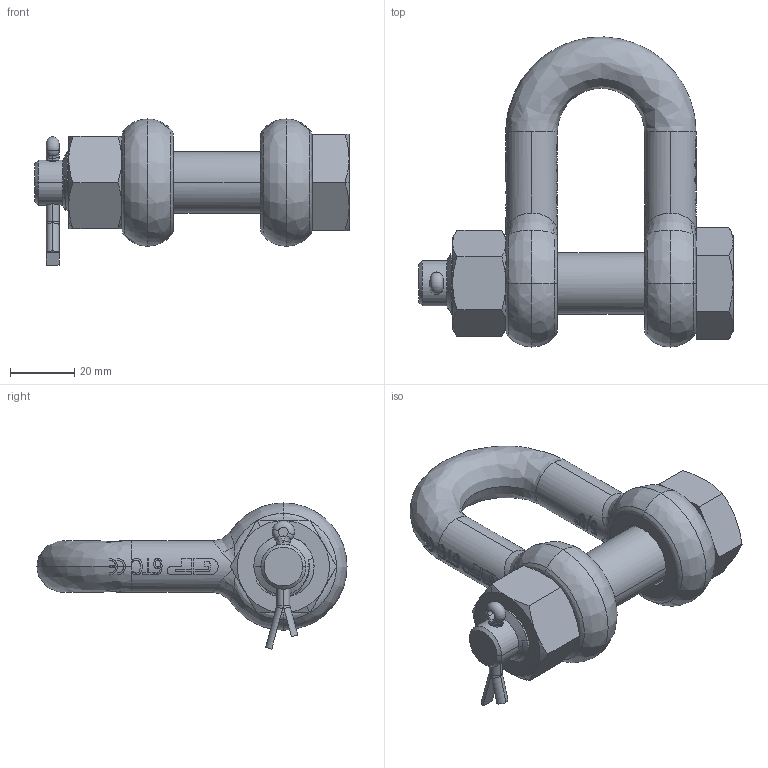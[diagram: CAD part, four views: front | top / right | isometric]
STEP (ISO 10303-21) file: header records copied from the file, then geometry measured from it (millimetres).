
FILE_DESCRIPTION(('STEP AP214'),'1');
FILE_NAME('gpgdmb16.stp','2017-03-31T06:09:03',('TraceParts'),('TraceParts S.A.'),'Spatial InterOp 3D',' ',' ');
FILE_SCHEMA(('automotive_design'));
Length unit declared in the file: millimetre
Products named in the file (4): gpgdmb16_1; gpgdmb16_2; gpgdmb16_3; gpgdmb16_4
Bounding box: 97.5 x 96.23 x 45.34 mm (x, y, z)
Volume: 88617.3 mm3; surface area: 27444.1 mm2
Topology: 4 solids, 4 shells, 685 faces, 1869 edges, 1221 vertices
Faces by surface type: bspline 305, plane 237, cylinder 110, cone 28, torus 5
Entity records: 35974 total; most frequent: CARTESIAN_POINT 20898, ORIENTED_EDGE 3722, DIRECTION 2138, EDGE_CURVE 1861, VERTEX_POINT 1221, LINE 792, VECTOR 792, B_SPLINE_CURVE_WITH_KNOTS 734
